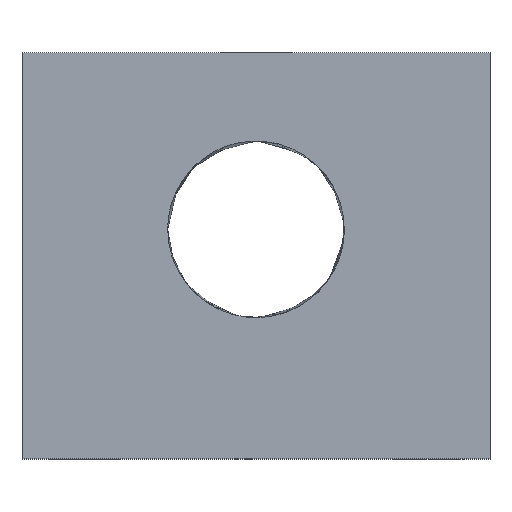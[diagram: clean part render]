
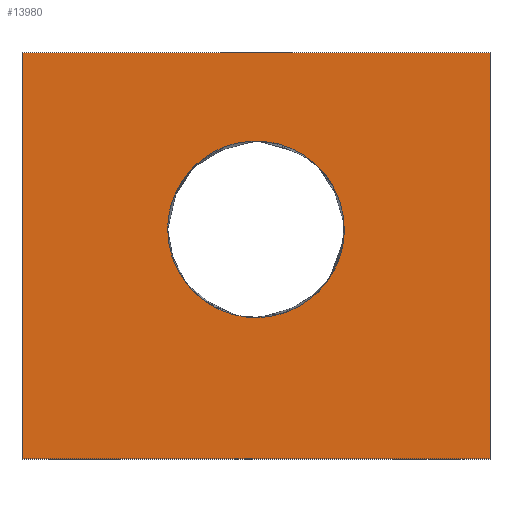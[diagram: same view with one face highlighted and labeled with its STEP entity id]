
A CAD part, top view. The second image highlights one B-rep face of the part: STEP entity #13980.
In plain terms, the highlighted free-form (B-spline) face has degree [1, 1] with [2, 2] control points.
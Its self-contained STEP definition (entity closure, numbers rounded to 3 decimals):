
#3310 = CARTESIAN_POINT ('', (10., 26., 24.));
#3320 = VERTEX_POINT ('', #3310);
#3330 = CARTESIAN_POINT ('', (-10., 26., 24.));
#3340 = VERTEX_POINT ('', #3330);
#3350 = CARTESIAN_POINT ('', (10., 26., 24.));
#3360 = CARTESIAN_POINT ('', (10., 46., 24.));
#3370 = CARTESIAN_POINT ('', (-10., 46., 24.));
#3380 = CARTESIAN_POINT ('', (-10., 26., 24.));
#3390 = (
   BOUNDED_CURVE ()
   B_SPLINE_CURVE (3, (#3350, #3360, #3370, #3380), .UNSPECIFIED., .F., .U.)
   B_SPLINE_CURVE_WITH_KNOTS ((4, 4), (0., 1.), .UNSPECIFIED.)
   CURVE ()
   GEOMETRIC_REPRESENTATION_ITEM ()
   RATIONAL_B_SPLINE_CURVE ((1., 0.333, 0.333, 1.))
   REPRESENTATION_ITEM ('')
);
#3400 = EDGE_CURVE ('', #3320, #3340, #3390, .T.);
#3660 = CARTESIAN_POINT ('', (-10., 26., 24.));
#3670 = CARTESIAN_POINT ('', (-10., 6., 24.));
#3680 = CARTESIAN_POINT ('', (10., 6., 24.));
#3690 = CARTESIAN_POINT ('', (10., 26., 24.));
#3700 = (
   BOUNDED_CURVE ()
   B_SPLINE_CURVE (3, (#3660, #3670, #3680, #3690), .UNSPECIFIED., .F., .U.)
   B_SPLINE_CURVE_WITH_KNOTS ((4, 4), (0., 1.), .UNSPECIFIED.)
   CURVE ()
   GEOMETRIC_REPRESENTATION_ITEM ()
   RATIONAL_B_SPLINE_CURVE ((1., 0.333, 0.333, 1.))
   REPRESENTATION_ITEM ('')
);
#3710 = EDGE_CURVE ('', #3340, #3320, #3700, .T.);
#4370 = CARTESIAN_POINT ('', (26.5, 46., 24.));
#4380 = VERTEX_POINT ('', #4370);
#4440 = CARTESIAN_POINT ('', (26.5, 0., 24.));
#4450 = VERTEX_POINT ('', #4440);
#4460 = CARTESIAN_POINT ('', (26.5, 46., 24.));
#4470 = CARTESIAN_POINT ('', (26.5, 0., 24.));
#4480 = B_SPLINE_CURVE_WITH_KNOTS ('', 1, (#4460, #4470), .UNSPECIFIED., .F., .U., (2, 2), (0., 1.), .UNSPECIFIED.);
#4490 = EDGE_CURVE ('', #4380, #4450, #4480, .T.);
#4650 = CARTESIAN_POINT ('', (-26.5, 46., 24.));
#4660 = VERTEX_POINT ('', #4650);
#4720 = CARTESIAN_POINT ('', (-26.5, 46., 24.));
#4730 = CARTESIAN_POINT ('', (26.5, 46., 24.));
#4740 = B_SPLINE_CURVE_WITH_KNOTS ('', 1, (#4720, #4730), .UNSPECIFIED., .F., .U., (2, 2), (0., 1.), .UNSPECIFIED.);
#4750 = EDGE_CURVE ('', #4660, #4380, #4740, .T.);
#8140 = CARTESIAN_POINT ('', (-26.5, 0., 24.));
#8150 = VERTEX_POINT ('', #8140);
#8210 = CARTESIAN_POINT ('', (-26.5, 0., 24.));
#8220 = CARTESIAN_POINT ('', (-26.5, 46., 24.));
#8230 = B_SPLINE_CURVE_WITH_KNOTS ('', 1, (#8210, #8220), .UNSPECIFIED., .F., .U., (2, 2), (0., 1.), .UNSPECIFIED.);
#8240 = EDGE_CURVE ('', #8150, #4660, #8230, .T.);
#8370 = CARTESIAN_POINT ('', (26.5, 0., 24.));
#8380 = CARTESIAN_POINT ('', (-26.5, 0., 24.));
#8390 = B_SPLINE_CURVE_WITH_KNOTS ('', 1, (#8370, #8380), .UNSPECIFIED., .F., .U., (2, 2), (0., 1.), .UNSPECIFIED.);
#8400 = EDGE_CURVE ('', #4450, #8150, #8390, .T.);
#13830 = ORIENTED_EDGE ('', *, *, #4490, .F.);
#13840 = ORIENTED_EDGE ('', *, *, #4750, .F.);
#13850 = ORIENTED_EDGE ('', *, *, #8240, .F.);
#13860 = ORIENTED_EDGE ('', *, *, #8400, .F.);
#13870 = EDGE_LOOP ('', (#13830, #13840, #13850, #13860));
#13880 = FACE_OUTER_BOUND ('', #13870, .T.);
#13890 = ORIENTED_EDGE ('', *, *, #3400, .F.);
#13900 = ORIENTED_EDGE ('', *, *, #3710, .F.);
#13910 = EDGE_LOOP ('', (#13890, #13900));
#13920 = FACE_BOUND ('', #13910, .T.);
#13930 = CARTESIAN_POINT ('', (-26.5, 0., 24.));
#13940 = CARTESIAN_POINT ('', (-26.5, 46., 24.));
#13950 = CARTESIAN_POINT ('', (26.5, 0., 24.));
#13960 = CARTESIAN_POINT ('', (26.5, 46., 24.));
#13970 = B_SPLINE_SURFACE_WITH_KNOTS ('', 1, 1, ((#13930, #13940), (#13950, #13960)), .UNSPECIFIED., .F., .F., .U., (2, 2), (2, 2), (0., 1.), (0., 1.), .UNSPECIFIED.);
#13980 = ADVANCED_FACE ('', (#13880, #13920), #13970, .T.);
